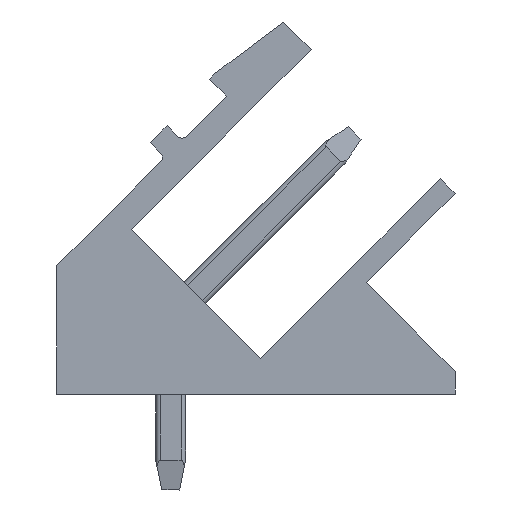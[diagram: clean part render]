
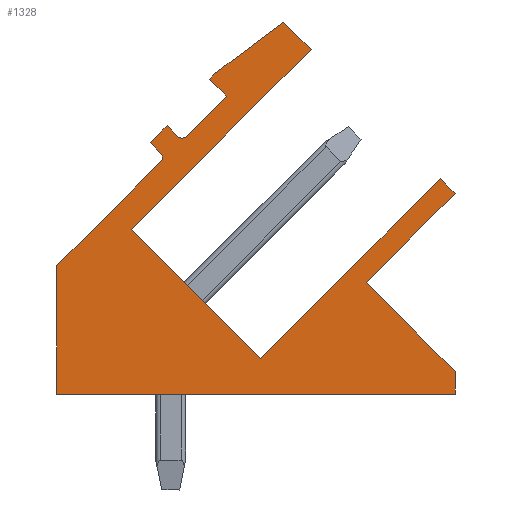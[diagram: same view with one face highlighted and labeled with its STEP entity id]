
A CAD part, left-side view. The second image highlights one B-rep face of the part: STEP entity #1328.
In plain terms, the highlighted planar face has unit normal (-1, 0, 0).
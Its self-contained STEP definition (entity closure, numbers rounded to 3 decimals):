
#639=AXIS2_PLACEMENT_3D('Circle Axis2P3D',#637,#638,$) ;
#763=AXIS2_PLACEMENT_3D('Circle Axis2P3D',#761,#762,$) ;
#1304=AXIS2_PLACEMENT_3D('Plane Axis2P3D',#1301,#1302,#1303) ;
#49=CARTESIAN_POINT('Vertex',(0.,6.505,4.385)) ;
#52=CARTESIAN_POINT('Line Origine',(0.,3.5,7.39)) ;
#56=CARTESIAN_POINT('Vertex',(0.,0.495,10.395)) ;
#87=CARTESIAN_POINT('Vertex',(0.,10.819,8.698)) ;
#90=CARTESIAN_POINT('Line Origine',(0.,8.662,6.541)) ;
#448=CARTESIAN_POINT('Vertex',(0.,4.808,14.708)) ;
#451=CARTESIAN_POINT('Line Origine',(0.,7.814,11.703)) ;
#479=CARTESIAN_POINT('Vertex',(0.,5.728,15.628)) ;
#482=CARTESIAN_POINT('Line Origine',(0.,5.268,15.168)) ;
#510=CARTESIAN_POINT('Vertex',(0.,7.99,13.931)) ;
#513=CARTESIAN_POINT('Line Origine',(0.,6.859,14.779)) ;
#541=CARTESIAN_POINT('Vertex',(0.,8.202,13.718)) ;
#544=CARTESIAN_POINT('Line Origine',(0.,8.096,13.824)) ;
#572=CARTESIAN_POINT('Vertex',(0.,7.637,13.153)) ;
#575=CARTESIAN_POINT('Line Origine',(0.,7.92,13.436)) ;
#603=CARTESIAN_POINT('Vertex',(0.,8.98,11.809)) ;
#606=CARTESIAN_POINT('Line Origine',(0.,8.309,12.481)) ;
#634=CARTESIAN_POINT('Vertex',(0.,9.263,11.809)) ;
#637=CARTESIAN_POINT('Axis2P3D Location',(0.,9.122,11.951)) ;
#665=CARTESIAN_POINT('Vertex',(0.,9.617,12.163)) ;
#668=CARTESIAN_POINT('Line Origine',(0.,9.44,11.986)) ;
#696=CARTESIAN_POINT('Vertex',(0.,10.182,11.597)) ;
#699=CARTESIAN_POINT('Line Origine',(0.,9.899,11.88)) ;
#727=CARTESIAN_POINT('Vertex',(0.,9.829,11.244)) ;
#730=CARTESIAN_POINT('Line Origine',(0.,10.006,11.42)) ;
#758=CARTESIAN_POINT('Vertex',(0.,9.829,10.961)) ;
#761=CARTESIAN_POINT('Axis2P3D Location',(0.,9.97,11.102)) ;
#784=CARTESIAN_POINT('Vertex',(0.,13.3,7.489)) ;
#787=CARTESIAN_POINT('Line Origine',(0.,11.564,9.225)) ;
#815=CARTESIAN_POINT('Vertex',(0.,13.3,3.2)) ;
#818=CARTESIAN_POINT('Line Origine',(0.,13.3,5.345)) ;
#846=CARTESIAN_POINT('Vertex',(0.,0.,3.2)) ;
#849=CARTESIAN_POINT('Line Origine',(0.,6.65,3.2)) ;
#1207=CARTESIAN_POINT('Vertex',(0.,0.,3.96)) ;
#1210=CARTESIAN_POINT('Line Origine',(0.,0.,3.58)) ;
#1238=CARTESIAN_POINT('Vertex',(0.,2.97,6.93)) ;
#1241=CARTESIAN_POINT('Line Origine',(0.,1.485,5.445)) ;
#1269=CARTESIAN_POINT('Vertex',(0.,0.,9.9)) ;
#1272=CARTESIAN_POINT('Line Origine',(0.,1.485,8.415)) ;
#1289=CARTESIAN_POINT('Line Origine',(0.,0.247,10.147)) ;
#1301=CARTESIAN_POINT('Axis2P3D Location',(0.,0.,0.)) ;
#53=DIRECTION('Vector Direction',(0.,0.707,-0.707)) ;
#91=DIRECTION('Vector Direction',(0.,-0.707,-0.707)) ;
#452=DIRECTION('Vector Direction',(0.,-0.707,0.707)) ;
#483=DIRECTION('Vector Direction',(0.,-0.707,-0.707)) ;
#514=DIRECTION('Vector Direction',(0.,-0.8,0.6)) ;
#545=DIRECTION('Vector Direction',(0.,-0.707,0.707)) ;
#576=DIRECTION('Vector Direction',(0.,0.707,0.707)) ;
#607=DIRECTION('Vector Direction',(0.,-0.707,0.707)) ;
#638=DIRECTION('Axis2P3D Direction',(-1.,0.,0.)) ;
#669=DIRECTION('Vector Direction',(0.,-0.707,-0.707)) ;
#700=DIRECTION('Vector Direction',(0.,-0.707,0.707)) ;
#731=DIRECTION('Vector Direction',(0.,0.707,0.707)) ;
#762=DIRECTION('Axis2P3D Direction',(-1.,0.,0.)) ;
#788=DIRECTION('Vector Direction',(0.,-0.707,0.707)) ;
#819=DIRECTION('Vector Direction',(0.,0.,1.)) ;
#850=DIRECTION('Vector Direction',(0.,1.,0.)) ;
#1211=DIRECTION('Vector Direction',(0.,0.,-1.)) ;
#1242=DIRECTION('Vector Direction',(0.,-0.707,-0.707)) ;
#1273=DIRECTION('Vector Direction',(0.,0.707,-0.707)) ;
#1290=DIRECTION('Vector Direction',(0.,-0.707,-0.707)) ;
#1302=DIRECTION('Axis2P3D Direction',(-1.,0.,0.)) ;
#1303=DIRECTION('Axis2P3D XDirection',(0.,0.,1.)) ;
#54=VECTOR('Line Direction',#53,1.) ;
#92=VECTOR('Line Direction',#91,1.) ;
#453=VECTOR('Line Direction',#452,1.) ;
#484=VECTOR('Line Direction',#483,1.) ;
#515=VECTOR('Line Direction',#514,1.) ;
#546=VECTOR('Line Direction',#545,1.) ;
#577=VECTOR('Line Direction',#576,1.) ;
#608=VECTOR('Line Direction',#607,1.) ;
#670=VECTOR('Line Direction',#669,1.) ;
#701=VECTOR('Line Direction',#700,1.) ;
#732=VECTOR('Line Direction',#731,1.) ;
#789=VECTOR('Line Direction',#788,1.) ;
#820=VECTOR('Line Direction',#819,1.) ;
#851=VECTOR('Line Direction',#850,1.) ;
#1212=VECTOR('Line Direction',#1211,1.) ;
#1243=VECTOR('Line Direction',#1242,1.) ;
#1274=VECTOR('Line Direction',#1273,1.) ;
#1291=VECTOR('Line Direction',#1290,1.) ;
#1307=ORIENTED_EDGE('',*,*,#58,.T.) ;
#1308=ORIENTED_EDGE('',*,*,#94,.T.) ;
#1309=ORIENTED_EDGE('',*,*,#455,.T.) ;
#1310=ORIENTED_EDGE('',*,*,#486,.T.) ;
#1311=ORIENTED_EDGE('',*,*,#517,.T.) ;
#1312=ORIENTED_EDGE('',*,*,#548,.T.) ;
#1313=ORIENTED_EDGE('',*,*,#579,.T.) ;
#1314=ORIENTED_EDGE('',*,*,#610,.T.) ;
#1315=ORIENTED_EDGE('',*,*,#641,.T.) ;
#1316=ORIENTED_EDGE('',*,*,#672,.T.) ;
#1317=ORIENTED_EDGE('',*,*,#703,.T.) ;
#1318=ORIENTED_EDGE('',*,*,#734,.T.) ;
#1319=ORIENTED_EDGE('',*,*,#765,.T.) ;
#1320=ORIENTED_EDGE('',*,*,#791,.T.) ;
#1321=ORIENTED_EDGE('',*,*,#822,.T.) ;
#1322=ORIENTED_EDGE('',*,*,#853,.T.) ;
#1323=ORIENTED_EDGE('',*,*,#1214,.T.) ;
#1324=ORIENTED_EDGE('',*,*,#1245,.T.) ;
#1325=ORIENTED_EDGE('',*,*,#1276,.T.) ;
#1326=ORIENTED_EDGE('',*,*,#1293,.T.) ;
#1328=ADVANCED_FACE('Housing',(#1327),#1305,.T.) ;
#640=CIRCLE('generated circle',#639,0.2) ;
#764=CIRCLE('generated circle',#763,0.2) ;
#58=EDGE_CURVE('',#57,#50,#55,.T.) ;
#94=EDGE_CURVE('',#50,#88,#93,.F.) ;
#455=EDGE_CURVE('',#88,#449,#454,.T.) ;
#486=EDGE_CURVE('',#449,#480,#485,.F.) ;
#517=EDGE_CURVE('',#480,#511,#516,.F.) ;
#548=EDGE_CURVE('',#511,#542,#547,.F.) ;
#579=EDGE_CURVE('',#542,#573,#578,.F.) ;
#610=EDGE_CURVE('',#573,#604,#609,.F.) ;
#641=EDGE_CURVE('',#604,#635,#640,.F.) ;
#672=EDGE_CURVE('',#635,#666,#671,.F.) ;
#703=EDGE_CURVE('',#666,#697,#702,.F.) ;
#734=EDGE_CURVE('',#697,#728,#733,.F.) ;
#765=EDGE_CURVE('',#728,#759,#764,.F.) ;
#791=EDGE_CURVE('',#759,#785,#790,.F.) ;
#822=EDGE_CURVE('',#785,#816,#821,.F.) ;
#853=EDGE_CURVE('',#816,#847,#852,.F.) ;
#1214=EDGE_CURVE('',#847,#1208,#1213,.F.) ;
#1245=EDGE_CURVE('',#1208,#1239,#1244,.F.) ;
#1276=EDGE_CURVE('',#1239,#1270,#1275,.F.) ;
#1293=EDGE_CURVE('',#1270,#57,#1292,.F.) ;
#1306=EDGE_LOOP('',(#1307,#1308,#1309,#1310,#1311,#1312,#1313,#1314,#1315,#1316,#1317,#1318,#1319,#1320,#1321,#1322,#1323,#1324,#1325,#1326)) ;
#1327=FACE_OUTER_BOUND('',#1306,.T.) ;
#55=LINE('Line',#52,#54) ;
#93=LINE('Line',#90,#92) ;
#454=LINE('Line',#451,#453) ;
#485=LINE('Line',#482,#484) ;
#516=LINE('Line',#513,#515) ;
#547=LINE('Line',#544,#546) ;
#578=LINE('Line',#575,#577) ;
#609=LINE('Line',#606,#608) ;
#671=LINE('Line',#668,#670) ;
#702=LINE('Line',#699,#701) ;
#733=LINE('Line',#730,#732) ;
#790=LINE('Line',#787,#789) ;
#821=LINE('Line',#818,#820) ;
#852=LINE('Line',#849,#851) ;
#1213=LINE('Line',#1210,#1212) ;
#1244=LINE('Line',#1241,#1243) ;
#1275=LINE('Line',#1272,#1274) ;
#1292=LINE('Line',#1289,#1291) ;
#1305=PLANE('',#1304) ;
#50=VERTEX_POINT('',#49) ;
#57=VERTEX_POINT('',#56) ;
#88=VERTEX_POINT('',#87) ;
#449=VERTEX_POINT('',#448) ;
#480=VERTEX_POINT('',#479) ;
#511=VERTEX_POINT('',#510) ;
#542=VERTEX_POINT('',#541) ;
#573=VERTEX_POINT('',#572) ;
#604=VERTEX_POINT('',#603) ;
#635=VERTEX_POINT('',#634) ;
#666=VERTEX_POINT('',#665) ;
#697=VERTEX_POINT('',#696) ;
#728=VERTEX_POINT('',#727) ;
#759=VERTEX_POINT('',#758) ;
#785=VERTEX_POINT('',#784) ;
#816=VERTEX_POINT('',#815) ;
#847=VERTEX_POINT('',#846) ;
#1208=VERTEX_POINT('',#1207) ;
#1239=VERTEX_POINT('',#1238) ;
#1270=VERTEX_POINT('',#1269) ;
